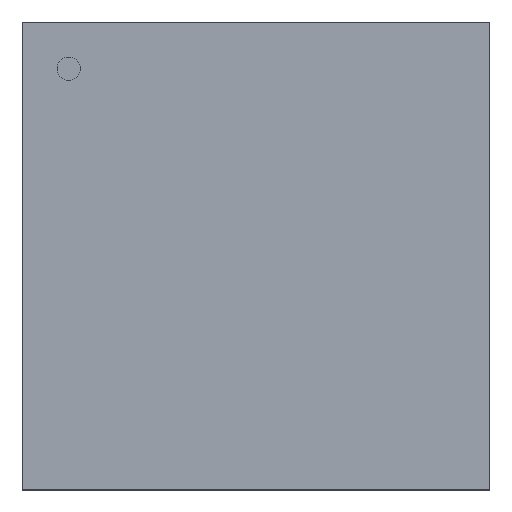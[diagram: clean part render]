
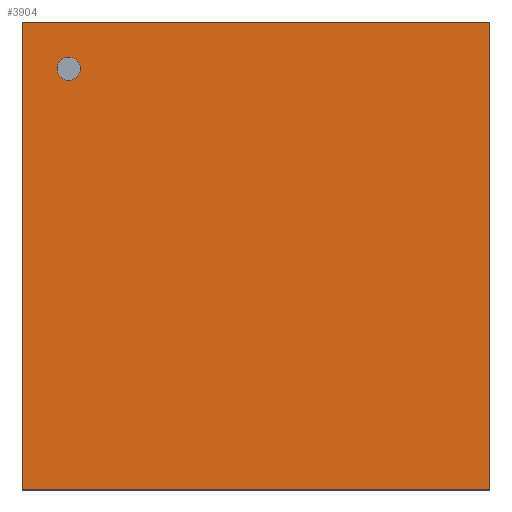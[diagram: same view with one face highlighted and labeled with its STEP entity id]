
A CAD part, top view. The second image highlights one B-rep face of the part: STEP entity #3904.
In plain terms, the highlighted planar face has unit normal (0, 0, 1).
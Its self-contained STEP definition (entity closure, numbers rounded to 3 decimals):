
#3680=CARTESIAN_POINT('',(5.499,-5.499,1.194));
#3679=VERTEX_POINT('',#3680);
#3690=CARTESIAN_POINT('',(-5.499,-5.499,1.194));
#3689=VERTEX_POINT('',#3690);
#3688=EDGE_CURVE('',#3689,#3679,#3693,.T.);
#3693=LINE('',#3690,#3695);
#3695=VECTOR('',#3696,10.998);
#3696=DIRECTION('',(1.0,0.0,0.0));
#3729=CARTESIAN_POINT('',(5.499,5.499,1.194));
#3728=VERTEX_POINT('',#3729);
#3737=EDGE_CURVE('',#3679,#3728,#3742,.T.);
#3742=LINE('',#3680,#3744);
#3744=VECTOR('',#3745,10.998);
#3745=DIRECTION('',(0.0,1.0,0.0));
#3778=CARTESIAN_POINT('',(-5.499,5.499,1.194));
#3777=VERTEX_POINT('',#3778);
#3786=EDGE_CURVE('',#3728,#3777,#3791,.T.);
#3791=LINE('',#3729,#3793);
#3793=VECTOR('',#3794,10.998);
#3794=DIRECTION('',(-1.0,0.0,0.0));
#3835=EDGE_CURVE('',#3777,#3689,#3840,.T.);
#3840=LINE('',#3778,#3842);
#3842=VECTOR('',#3843,10.998);
#3843=DIRECTION('',(0.0,-1.0,0.0));
#3904=ADVANCED_FACE('',(#3910),#3905,.T.);
#3905=PLANE('',#3906);
#3906=AXIS2_PLACEMENT_3D('',#3907,#3908,#3909);
#3907=CARTESIAN_POINT('',(-5.499,-5.499,1.194));
#3908=DIRECTION('',(0.0,0.0,1.0));
#3909=DIRECTION('',(0.,1.,0.));
#3910=FACE_OUTER_BOUND('',#3911,.T.);
#3911=EDGE_LOOP('',(#3912,#3922,#3932,#3942));
#3912=ORIENTED_EDGE('',*,*,#3688,.T.);
#3922=ORIENTED_EDGE('',*,*,#3737,.T.);
#3932=ORIENTED_EDGE('',*,*,#3786,.T.);
#3942=ORIENTED_EDGE('',*,*,#3835,.T.);
